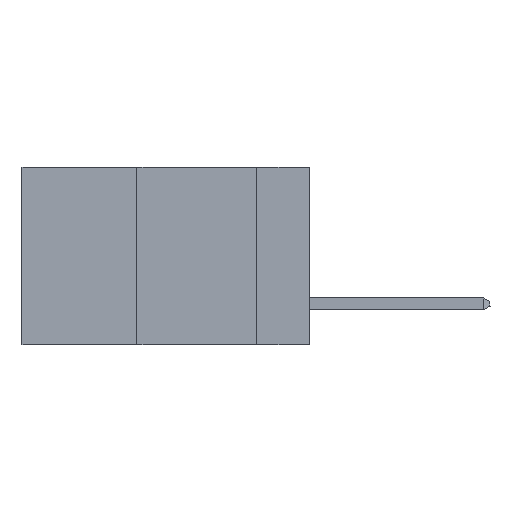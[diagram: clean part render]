
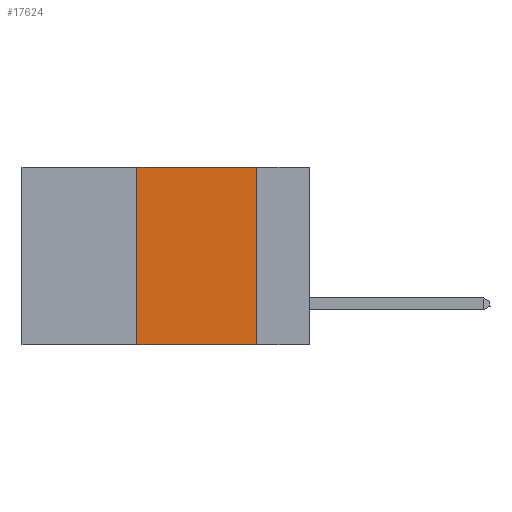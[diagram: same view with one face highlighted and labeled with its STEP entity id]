
A CAD part, left-side view. The second image highlights one B-rep face of the part: STEP entity #17624.
In plain terms, the highlighted planar face has unit normal (-1, 0, 0).
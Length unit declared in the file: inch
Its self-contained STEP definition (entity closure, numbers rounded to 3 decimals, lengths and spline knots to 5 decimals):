
#348 = VERTEX_POINT ( 'NONE', #3972 ) ;
#717 = VERTEX_POINT ( 'NONE', #1804 ) ;
#1169 = DIRECTION ( 'NONE',  ( 0., 0., 1. ) ) ;
#1592 = CARTESIAN_POINT ( 'NONE',  ( 0., 0.6, 0. ) ) ;
#1804 = CARTESIAN_POINT ( 'NONE',  ( 0., 0.36, 0. ) ) ;
#1824 = LINE ( 'NONE', #3325, #16811 ) ;
#2389 = CARTESIAN_POINT ( 'NONE',  ( 0., 0.11, 0. ) ) ;
#3093 = DIRECTION ( 'NONE',  ( 1., 0., 0. ) ) ;
#3105 = VECTOR ( 'NONE', #17441, 39.37008 ) ;
#3325 = CARTESIAN_POINT ( 'NONE',  ( 0., 0.6, 0. ) ) ;
#3540 = EDGE_CURVE ( 'NONE', #348, #717, #6272, .T. ) ;
#3972 = CARTESIAN_POINT ( 'NONE',  ( 0., 0.36, -0.37 ) ) ;
#4177 = EDGE_CURVE ( 'NONE', #16899, #18188, #14197, .T. ) ;
#5120 = ORIENTED_EDGE ( 'NONE', *, *, #4177, .F. ) ;
#5735 = CARTESIAN_POINT ( 'NONE',  ( 0., 0.36, 0. ) ) ;
#5832 = VECTOR ( 'NONE', #1169, 39.37008 ) ;
#6035 = CARTESIAN_POINT ( 'NONE',  ( 0., 0.11, 0. ) ) ;
#6254 = AXIS2_PLACEMENT_3D ( 'NONE', #1592, #3093, #11639 ) ;
#6272 = LINE ( 'NONE', #5735, #5832 ) ;
#7491 = DIRECTION ( 'NONE',  ( 0., -1., 0. ) ) ;
#8642 = ORIENTED_EDGE ( 'NONE', *, *, #18455, .F. ) ;
#11118 = ORIENTED_EDGE ( 'NONE', *, *, #13717, .T. ) ;
#11639 = DIRECTION ( 'NONE',  ( 0., 0., -1. ) ) ;
#12784 = CARTESIAN_POINT ( 'NONE',  ( 0., 0.11, -0.37 ) ) ;
#12900 = FACE_OUTER_BOUND ( 'NONE', #16591, .T. ) ;
#13717 = EDGE_CURVE ( 'NONE', #348, #18188, #18246, .T. ) ;
#14197 = LINE ( 'NONE', #6035, #3105 ) ;
#14717 = DIRECTION ( 'NONE',  ( 0., -1., 0. ) ) ;
#14736 = CARTESIAN_POINT ( 'NONE',  ( 0., 0.6, -0.37 ) ) ;
#15371 = ORIENTED_EDGE ( 'NONE', *, *, #3540, .F. ) ;
#16170 = PLANE ( 'NONE',  #6254 ) ;
#16591 = EDGE_LOOP ( 'NONE', ( #5120, #8642, #15371, #11118 ) ) ;
#16811 = VECTOR ( 'NONE', #14717, 39.37008 ) ;
#16899 = VERTEX_POINT ( 'NONE', #2389 ) ;
#17441 = DIRECTION ( 'NONE',  ( 0., 0., -1. ) ) ;
#17624 = ADVANCED_FACE ( 'NONE', ( #12900 ), #16170, .F. ) ;
#17795 = VECTOR ( 'NONE', #7491, 39.37008 ) ;
#18188 = VERTEX_POINT ( 'NONE', #12784 ) ;
#18246 = LINE ( 'NONE', #14736, #17795 ) ;
#18455 = EDGE_CURVE ( 'NONE', #717, #16899, #1824, .T. ) ;
